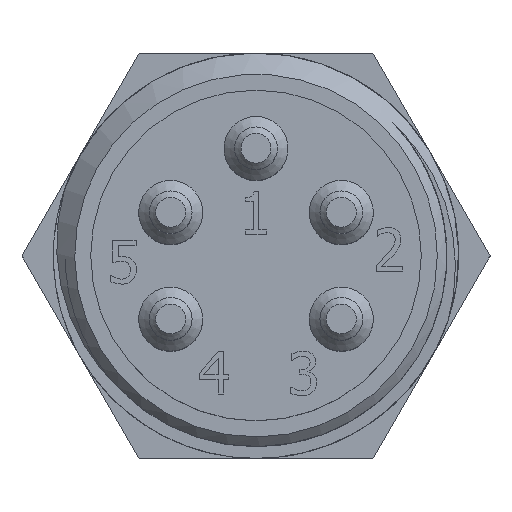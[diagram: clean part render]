
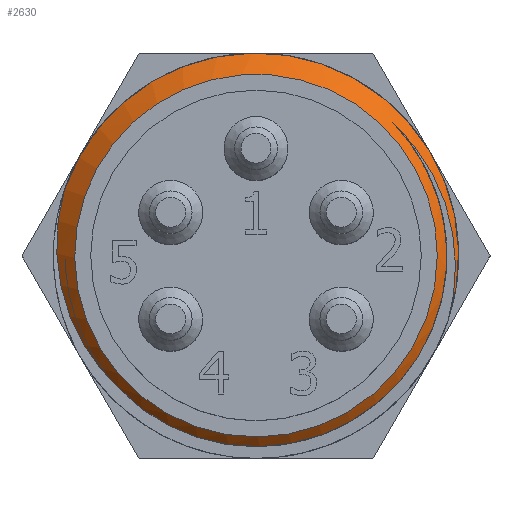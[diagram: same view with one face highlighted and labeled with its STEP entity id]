
A CAD part, top view. The second image highlights one B-rep face of the part: STEP entity #2630.
In plain terms, the highlighted conical face has half-angle 45 degrees and reference radius 9 mm.
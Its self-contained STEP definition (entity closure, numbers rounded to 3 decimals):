
#521=FACE_BOUND($,#906,.T.);
#577=CIRCLE($,#2754,8.95);
#579=CIRCLE($,#2758,9.5);
#580=CIRCLE($,#2759,8.5);
#622=CONICAL_SURFACE($,#2757,9.,45.);
#735=FACE_OUTER_BOUND($,#905,.T.);
#905=EDGE_LOOP($,(#2280,#2281,#2282,#2283));
#906=EDGE_LOOP($,(#2284));
#1103=B_SPLINE_CURVE_WITH_KNOTS($,3,(#7044,#7045,#7046,#7047,#7048,#7049,
#7050,#7051,#7052,#7053),.UNSPECIFIED.,.F.,.F.,(4,3,3,4),(0.878,
0.977,1.444,1.897),.UNSPECIFIED.);
#1106=B_SPLINE_CURVE_WITH_KNOTS($,3,(#7281,#7282,#7283,#7284,#7285,#7286,
#7287,#7288,#7289,#7290),.UNSPECIFIED.,.F.,.F.,(4,3,3,4),(0.,0.453,
0.919,1.018),.UNSPECIFIED.);
#1300=VERTEX_POINT($,#6976);
#1302=VERTEX_POINT($,#7010);
#1305=VERTEX_POINT($,#7194);
#1306=VERTEX_POINT($,#7280);
#1308=VERTEX_POINT($,#7333);
#1645=EDGE_CURVE($,#1300,#1302,#1103,.T.);
#1648=EDGE_CURVE($,#1306,#1305,#1106,.T.);
#1652=EDGE_CURVE($,#1302,#1306,#577,.T.);
#1654=EDGE_CURVE($,#1305,#1300,#579,.T.);
#1655=EDGE_CURVE($,#1308,#1308,#580,.T.);
#2280=ORIENTED_EDGE($,*,*,#1648,.T.);
#2281=ORIENTED_EDGE($,*,*,#1654,.T.);
#2282=ORIENTED_EDGE($,*,*,#1645,.T.);
#2283=ORIENTED_EDGE($,*,*,#1652,.T.);
#2284=ORIENTED_EDGE($,*,*,#1655,.T.);
#2630=ADVANCED_FACE($,(#735,#521),#622,.T.);
#2754=AXIS2_PLACEMENT_3D($,#7328,#3165,#3166);
#2757=AXIS2_PLACEMENT_3D($,#7331,#3171,#3172);
#2758=AXIS2_PLACEMENT_3D($,#7332,#3173,#3174);
#2759=AXIS2_PLACEMENT_3D($,#7334,#3175,#3176);
#3165=DIRECTION('center_axis',(0.,0.,1.));
#3166=DIRECTION('ref_axis',(0.,1.,0.));
#3171=DIRECTION('center_axis',(0.,0.,-1.));
#3172=DIRECTION('ref_axis',(-1.,0.,0.));
#3173=DIRECTION('center_axis',(0.,0.,1.));
#3174=DIRECTION('ref_axis',(-1.,0.,0.));
#3175=DIRECTION('center_axis',(0.,0.,-1.));
#3176=DIRECTION('ref_axis',(-1.,0.,0.));
#6976=CARTESIAN_POINT('',(-8.975,3.115,8.5));
#7010=CARTESIAN_POINT('',(-6.469,-6.185,9.05));
#7044=CARTESIAN_POINT('Ctrl Pts',(-8.975,3.115,8.5));
#7045=CARTESIAN_POINT('Ctrl Pts',(-9.066,2.8,8.517));
#7046=CARTESIAN_POINT('Ctrl Pts',(-9.141,2.48,8.535));
#7047=CARTESIAN_POINT('Ctrl Pts',(-9.199,2.158,8.552));
#7048=CARTESIAN_POINT('Ctrl Pts',(-9.472,0.638,8.634));
#7049=CARTESIAN_POINT('Ctrl Pts',(-9.363,-0.954,
8.717));
#7050=CARTESIAN_POINT('Ctrl Pts',(-8.875,-2.421,8.801));
#7051=CARTESIAN_POINT('Ctrl Pts',(-8.402,-3.847,8.883));
#7052=CARTESIAN_POINT('Ctrl Pts',(-7.569,-5.156,8.966));
#7053=CARTESIAN_POINT('Ctrl Pts',(-6.469,-6.185,9.05));
#7194=CARTESIAN_POINT('',(9.005,-3.026,8.5));
#7280=CARTESIAN_POINT('',(6.407,6.249,9.05));
#7281=CARTESIAN_POINT('Ctrl Pts',(6.407,6.249,9.05));
#7282=CARTESIAN_POINT('Ctrl Pts',(7.519,5.23,8.966));
#7283=CARTESIAN_POINT('Ctrl Pts',(8.363,3.931,8.883));
#7284=CARTESIAN_POINT('Ctrl Pts',(8.851,2.509,8.801));
#7285=CARTESIAN_POINT('Ctrl Pts',(9.352,1.049,8.717));
#7286=CARTESIAN_POINT('Ctrl Pts',(9.477,-0.543,8.634));
#7287=CARTESIAN_POINT('Ctrl Pts',(9.22,-2.066,8.552));
#7288=CARTESIAN_POINT('Ctrl Pts',(9.166,-2.389,8.535));
#7289=CARTESIAN_POINT('Ctrl Pts',(9.094,-2.709,8.517));
#7290=CARTESIAN_POINT('Ctrl Pts',(9.005,-3.026,8.5));
#7328=CARTESIAN_POINT('Origin',(0.,0.,9.05));
#7331=CARTESIAN_POINT('Origin',(0.,0.,9.));
#7332=CARTESIAN_POINT('Origin',(0.,0.,8.5));
#7333=CARTESIAN_POINT('',(8.5,0.,9.5));
#7334=CARTESIAN_POINT('Origin',(0.,0.,9.5));
